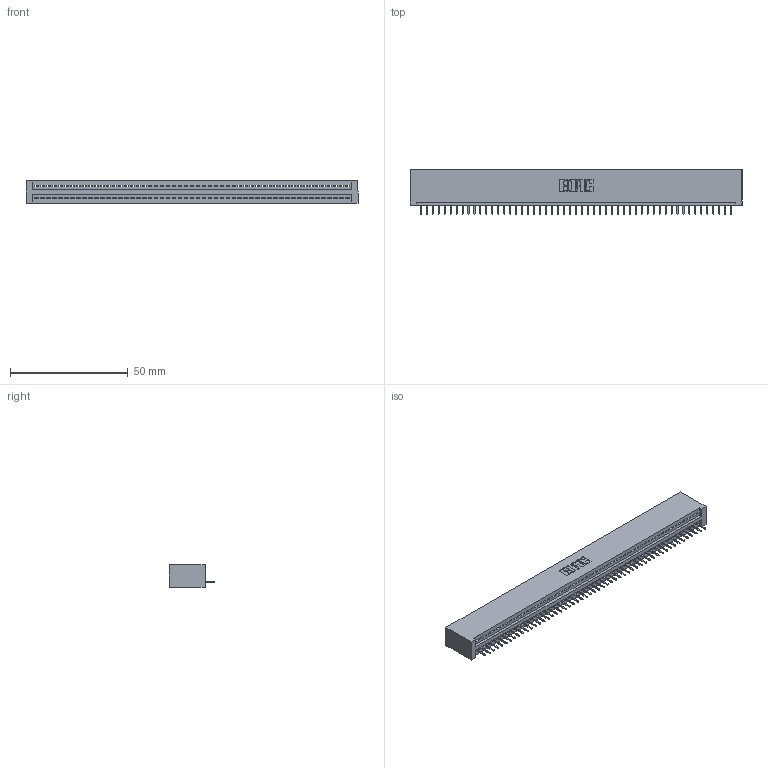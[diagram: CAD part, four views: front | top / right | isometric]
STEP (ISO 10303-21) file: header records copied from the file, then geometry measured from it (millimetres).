
FILE_DESCRIPTION (( 'STEP AP203' ), '1' );
FILE_NAME ('395-053-524-101.STEP', '2019-10-23T14:34:59', ( '' ), ( '' ), 'SwSTEP 2.0', 'SolidWorks 2016', '' );
FILE_SCHEMA (( 'CONFIG_CONTROL_DESIGN' ));
Length unit declared in the file: inch
Products named in the file (3): 395-053-524-101; 345 Part_No Mounting Lugs; 345-292-001_345-293-124
Assembly tree (54 placements, depth 2):
  395-053-524-101
    345 Part_No Mounting Lugs
    345-292-001_345-293-124  x53
Bounding box: 141.22 x 19.35 x 9.4 mm (x, y, z)
Volume: 13878.7 mm3; surface area: 18113.8 mm2
Topology: 54 solids, 54 shells, 3404 faces, 9857 edges, 6358 vertices
Faces by surface type: plane 2514, cylinder 890
Entity records: 38205 total; most frequent: CARTESIAN_POINT 6623, ORIENTED_EDGE 6610, DIRECTION 5763, EDGE_CURVE 3305, LINE 2973, VECTOR 2973, VERTEX_POINT 2198, AXIS2_PLACEMENT_3D 1395
